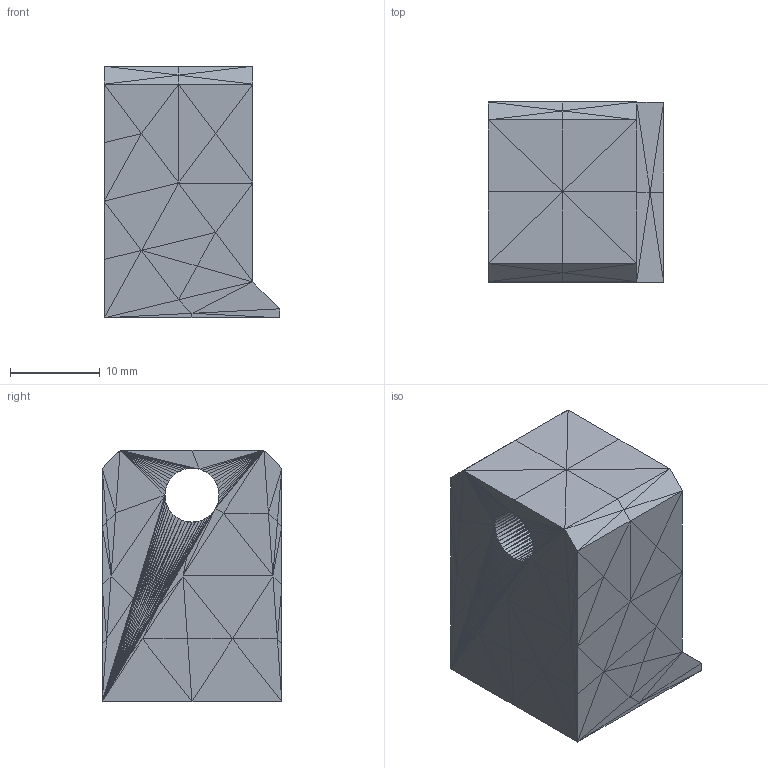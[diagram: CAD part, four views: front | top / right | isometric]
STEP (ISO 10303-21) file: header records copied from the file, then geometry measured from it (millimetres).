
FILE_DESCRIPTION(/* description */ (''),/* implementation_level */ '2;1');
FILE_NAME(/* name */ 'Chape 2.step',/* time_stamp */ '2022-02-11T13:38:28+01:00',/* author */ (''),/* organization */ (''),/* preprocessor_version */ 'ST-DEVELOPER v18.1',/* originating_system */ 'Autodesk Translation Framework v10.13.0.1454',/* authorisation */ '');
FILE_SCHEMA (('AUTOMOTIVE_DESIGN { 1 0 10303 214 3 1 1 }'));
Length unit declared in the file: millimetre
Products named in the file (1): (Non enregistré)
Bounding box: 19.5 x 20 x 28 mm (x, y, z)
Volume: 8538.7 mm3; surface area: 3413.3 mm2
Topology: 1 solids, 1 shells, 1281 faces, 1922 edges, 641 vertices
Faces by surface type: plane 1281
Entity records: 25025 total; most frequent: DIRECTION 4486, CARTESIAN_POINT 3845, ORIENTED_EDGE 3844, LINE 1922, VECTOR 1922, EDGE_CURVE 1922, AXIS2_PLACEMENT_3D 1282, FACE_OUTER_BOUND 1281
